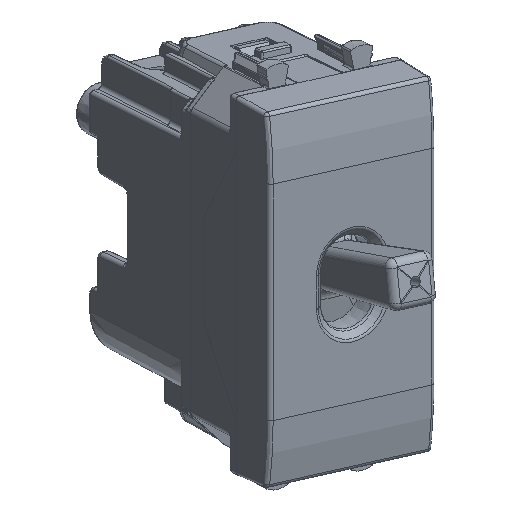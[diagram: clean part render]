
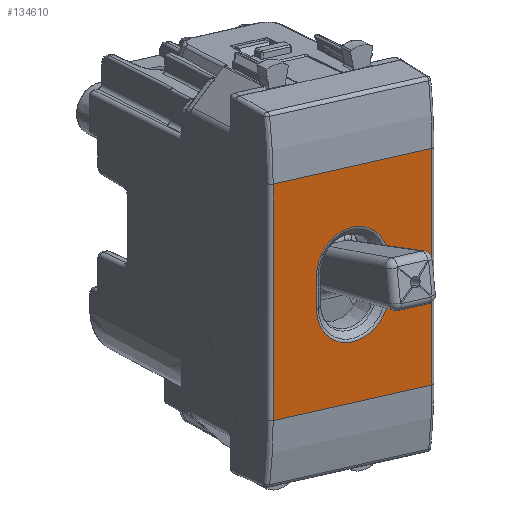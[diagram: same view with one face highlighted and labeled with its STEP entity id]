
A CAD part, top view. The second image highlights one B-rep face of the part: STEP entity #134610.
In plain terms, the highlighted face is planar.
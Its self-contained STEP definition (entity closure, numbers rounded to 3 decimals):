
#133171=CARTESIAN_POINT('Line Origine',(0.,13.989,13.25)) ;
#133175=CARTESIAN_POINT('Vertex',(-10.569,13.989,13.25)) ;
#133177=CARTESIAN_POINT('Vertex',(10.569,13.989,13.25)) ;
#133375=CARTESIAN_POINT('Line Origine',(0.,-13.989,13.25)) ;
#133379=CARTESIAN_POINT('Vertex',(-10.569,-13.989,13.25)) ;
#133381=CARTESIAN_POINT('Vertex',(10.569,-13.989,13.25)) ;
#133472=CARTESIAN_POINT('Line Origine',(10.569,0.,13.25)) ;
#133645=CARTESIAN_POINT('Line Origine',(-10.569,0.,13.25)) ;
#134565=CARTESIAN_POINT('Axis2P3D Location',(0.,-13.989,13.25)) ;
#134576=CARTESIAN_POINT('Line Origine',(4.788,0.,13.25)) ;
#134580=CARTESIAN_POINT('Vertex',(4.788,2.,13.25)) ;
#134582=CARTESIAN_POINT('Vertex',(4.788,-2.,13.25)) ;
#134585=CARTESIAN_POINT('Axis2P3D Location',(0.,-2.,13.25)) ;
#134589=CARTESIAN_POINT('Vertex',(-4.788,-2.,13.25)) ;
#134592=CARTESIAN_POINT('Line Origine',(-4.788,0.,13.25)) ;
#134596=CARTESIAN_POINT('Vertex',(-4.788,2.,13.25)) ;
#134599=CARTESIAN_POINT('Axis2P3D Location',(0.,2.,13.25)) ;
#133172=DIRECTION('Vector Direction',(1.,0.,0.)) ;
#133376=DIRECTION('Vector Direction',(1.,0.,0.)) ;
#133473=DIRECTION('Vector Direction',(0.,1.,0.)) ;
#133646=DIRECTION('Vector Direction',(0.,1.,0.)) ;
#134566=DIRECTION('Axis2P3D Direction',(0.,0.,-1.)) ;
#134567=DIRECTION('Axis2P3D XDirection',(0.,1.,0.)) ;
#134577=DIRECTION('Vector Direction',(0.,1.,0.)) ;
#134586=DIRECTION('Axis2P3D Direction',(0.,0.,-1.)) ;
#134593=DIRECTION('Vector Direction',(0.,-1.,0.)) ;
#134600=DIRECTION('Axis2P3D Direction',(0.,0.,-1.)) ;
#134568=AXIS2_PLACEMENT_3D('Plane Axis2P3D',#134565,#134566,#134567) ;
#134587=AXIS2_PLACEMENT_3D('Circle Axis2P3D',#134585,#134586,$) ;
#134601=AXIS2_PLACEMENT_3D('Circle Axis2P3D',#134599,#134600,$) ;
#134571=ORIENTED_EDGE('',*,*,#133383,.T.) ;
#134572=ORIENTED_EDGE('',*,*,#133476,.T.) ;
#134573=ORIENTED_EDGE('',*,*,#133179,.F.) ;
#134574=ORIENTED_EDGE('',*,*,#133649,.T.) ;
#134605=ORIENTED_EDGE('',*,*,#134584,.T.) ;
#134606=ORIENTED_EDGE('',*,*,#134591,.T.) ;
#134607=ORIENTED_EDGE('',*,*,#134598,.T.) ;
#134608=ORIENTED_EDGE('',*,*,#134603,.T.) ;
#134609=FACE_BOUND('',#134604,.T.) ;
#133173=VECTOR('Line Direction',#133172,1.) ;
#133377=VECTOR('Line Direction',#133376,1.) ;
#133474=VECTOR('Line Direction',#133473,1.) ;
#133647=VECTOR('Line Direction',#133646,1.) ;
#134578=VECTOR('Line Direction',#134577,1.) ;
#134594=VECTOR('Line Direction',#134593,1.) ;
#134610=ADVANCED_FACE('PartBody',(#134575,#134609),#134569,.F.) ;
#134588=CIRCLE('generated circle',#134587,4.788) ;
#134602=CIRCLE('generated circle',#134601,4.788) ;
#133179=EDGE_CURVE('',#133176,#133178,#133174,.T.) ;
#133383=EDGE_CURVE('',#133380,#133382,#133378,.T.) ;
#133476=EDGE_CURVE('',#133382,#133178,#133475,.T.) ;
#133649=EDGE_CURVE('',#133176,#133380,#133648,.F.) ;
#134584=EDGE_CURVE('',#134581,#134583,#134579,.F.) ;
#134591=EDGE_CURVE('',#134583,#134590,#134588,.T.) ;
#134598=EDGE_CURVE('',#134590,#134597,#134595,.F.) ;
#134603=EDGE_CURVE('',#134597,#134581,#134602,.T.) ;
#134570=EDGE_LOOP('',(#134571,#134572,#134573,#134574)) ;
#134604=EDGE_LOOP('',(#134605,#134606,#134607,#134608)) ;
#134575=FACE_OUTER_BOUND('',#134570,.T.) ;
#133174=LINE('Line',#133171,#133173) ;
#133378=LINE('Line',#133375,#133377) ;
#133475=LINE('Line',#133472,#133474) ;
#133648=LINE('Line',#133645,#133647) ;
#134579=LINE('Line',#134576,#134578) ;
#134595=LINE('Line',#134592,#134594) ;
#134569=PLANE('',#134568) ;
#133176=VERTEX_POINT('',#133175) ;
#133178=VERTEX_POINT('',#133177) ;
#133380=VERTEX_POINT('',#133379) ;
#133382=VERTEX_POINT('',#133381) ;
#134581=VERTEX_POINT('',#134580) ;
#134583=VERTEX_POINT('',#134582) ;
#134590=VERTEX_POINT('',#134589) ;
#134597=VERTEX_POINT('',#134596) ;
